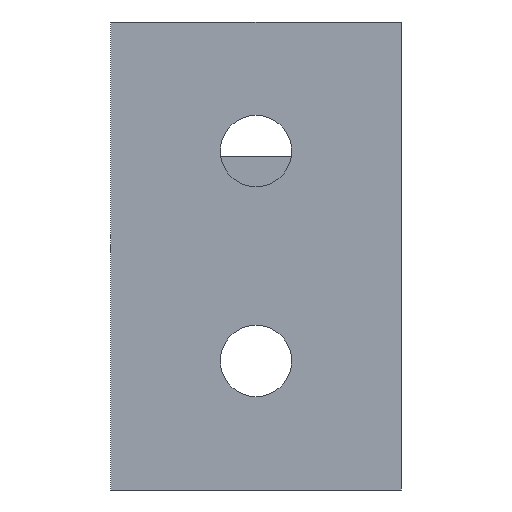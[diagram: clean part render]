
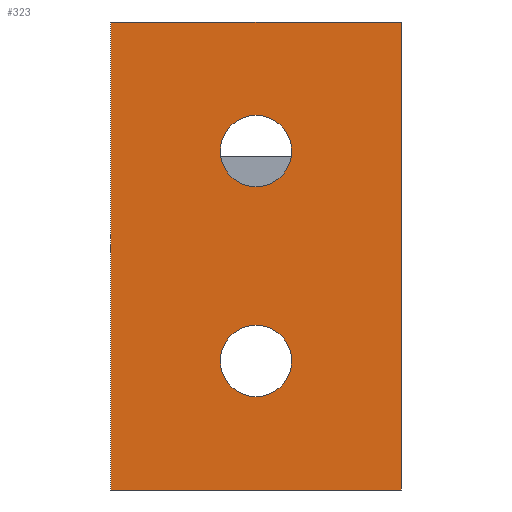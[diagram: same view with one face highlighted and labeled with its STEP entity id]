
A CAD part, front view. The second image highlights one B-rep face of the part: STEP entity #323.
In plain terms, the highlighted planar face has unit normal (0, -1, 0).
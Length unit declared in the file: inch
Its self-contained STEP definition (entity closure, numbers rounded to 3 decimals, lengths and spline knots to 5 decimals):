
#2 = ORIENTED_EDGE ( 'NONE', *, *, #71, .F. ) ;
#8 = DIRECTION ( 'NONE',  ( 0., 0., 1. ) ) ;
#11 = DIRECTION ( 'NONE',  ( 0., -1., 0. ) ) ;
#16 = CARTESIAN_POINT ( 'NONE',  ( -0.45, 0., -0.4 ) ) ;
#19 = EDGE_CURVE ( 'NONE', #102, #129, #357, .T. ) ;
#26 = EDGE_CURVE ( 'NONE', #216, #133, #505, .T. ) ;
#30 = EDGE_CURVE ( 'NONE', #133, #62, #250, .T. ) ;
#34 = EDGE_LOOP ( 'NONE', ( #331, #444, #2, #212 ) ) ;
#38 = AXIS2_PLACEMENT_3D ( 'NONE', #16, #108, #215 ) ;
#39 = DIRECTION ( 'NONE',  ( 1., 0., 0. ) ) ;
#44 = VERTEX_POINT ( 'NONE', #459 ) ;
#47 = CARTESIAN_POINT ( 'NONE',  ( -0.45, 0., -1.05 ) ) ;
#49 = ORIENTED_EDGE ( 'NONE', *, *, #19, .F. ) ;
#54 = CARTESIAN_POINT ( 'NONE',  ( -0.45, 0., -0.2895 ) ) ;
#62 = VERTEX_POINT ( 'NONE', #88 ) ;
#71 = EDGE_CURVE ( 'NONE', #44, #216, #163, .T. ) ;
#82 = FACE_BOUND ( 'NONE', #118, .T. ) ;
#83 = VECTOR ( 'NONE', #135, 39.37008 ) ;
#88 = CARTESIAN_POINT ( 'NONE',  ( 0., 0., -1.45 ) ) ;
#102 = VERTEX_POINT ( 'NONE', #166 ) ;
#103 = CARTESIAN_POINT ( 'NONE',  ( -0.45, 0., -0.4 ) ) ;
#105 = EDGE_CURVE ( 'NONE', #129, #102, #379, .T. ) ;
#108 = DIRECTION ( 'NONE',  ( 0., -1., 0. ) ) ;
#113 = CARTESIAN_POINT ( 'NONE',  ( -0.45, 0., -0.5105 ) ) ;
#118 = EDGE_LOOP ( 'NONE', ( #380, #49 ) ) ;
#125 = CARTESIAN_POINT ( 'NONE',  ( -0.9, 0., 0. ) ) ;
#129 = VERTEX_POINT ( 'NONE', #371 ) ;
#133 = VERTEX_POINT ( 'NONE', #261 ) ;
#135 = DIRECTION ( 'NONE',  ( 0., 0., -1. ) ) ;
#136 = FACE_BOUND ( 'NONE', #184, .T. ) ;
#161 = PLANE ( 'NONE',  #240 ) ;
#163 = LINE ( 'NONE', #125, #452 ) ;
#166 = CARTESIAN_POINT ( 'NONE',  ( -0.45, 0., -0.9395 ) ) ;
#172 = FACE_OUTER_BOUND ( 'NONE', #34, .T. ) ;
#184 = EDGE_LOOP ( 'NONE', ( #491, #404 ) ) ;
#190 = AXIS2_PLACEMENT_3D ( 'NONE', #206, #372, #448 ) ;
#198 = EDGE_CURVE ( 'NONE', #62, #44, #476, .T. ) ;
#205 = DIRECTION ( 'NONE',  ( 0., 0., -1. ) ) ;
#206 = CARTESIAN_POINT ( 'NONE',  ( -0.45, 0., -1.05 ) ) ;
#211 = DIRECTION ( 'NONE',  ( 0., 0., 1. ) ) ;
#212 = ORIENTED_EDGE ( 'NONE', *, *, #198, .F. ) ;
#215 = DIRECTION ( 'NONE',  ( 0., 0., -1. ) ) ;
#216 = VERTEX_POINT ( 'NONE', #518 ) ;
#240 = AXIS2_PLACEMENT_3D ( 'NONE', #325, #368, #211 ) ;
#250 = LINE ( 'NONE', #418, #83 ) ;
#261 = CARTESIAN_POINT ( 'NONE',  ( 0., 0., 0. ) ) ;
#267 = VERTEX_POINT ( 'NONE', #113 ) ;
#272 = EDGE_CURVE ( 'NONE', #387, #267, #403, .T. ) ;
#307 = CARTESIAN_POINT ( 'NONE',  ( 0., 0., -1.45 ) ) ;
#310 = DIRECTION ( 'NONE',  ( 0., 0., -1. ) ) ;
#323 = ADVANCED_FACE ( 'NONE', ( #82, #136, #172 ), #161, .F. ) ;
#325 = CARTESIAN_POINT ( 'NONE',  ( 0., 0., 0. ) ) ;
#331 = ORIENTED_EDGE ( 'NONE', *, *, #30, .F. ) ;
#349 = DIRECTION ( 'NONE',  ( -1., 0., 0. ) ) ;
#357 = CIRCLE ( 'NONE', #190, 0.1105 ) ;
#365 = CIRCLE ( 'NONE', #38, 0.1105 ) ;
#368 = DIRECTION ( 'NONE',  ( 0., 1., 0. ) ) ;
#371 = CARTESIAN_POINT ( 'NONE',  ( -0.45, 0., -1.1605 ) ) ;
#372 = DIRECTION ( 'NONE',  ( 0., -1., 0. ) ) ;
#379 = CIRCLE ( 'NONE', #435, 0.1105 ) ;
#380 = ORIENTED_EDGE ( 'NONE', *, *, #105, .F. ) ;
#387 = VERTEX_POINT ( 'NONE', #54 ) ;
#402 = VECTOR ( 'NONE', #39, 39.37008 ) ;
#403 = CIRCLE ( 'NONE', #480, 0.1105 ) ;
#404 = ORIENTED_EDGE ( 'NONE', *, *, #272, .F. ) ;
#410 = CARTESIAN_POINT ( 'NONE',  ( 0., 0., 0. ) ) ;
#418 = CARTESIAN_POINT ( 'NONE',  ( 0., 0., 0. ) ) ;
#435 = AXIS2_PLACEMENT_3D ( 'NONE', #47, #11, #205 ) ;
#439 = DIRECTION ( 'NONE',  ( 0., -1., 0. ) ) ;
#443 = VECTOR ( 'NONE', #349, 39.37008 ) ;
#444 = ORIENTED_EDGE ( 'NONE', *, *, #26, .F. ) ;
#448 = DIRECTION ( 'NONE',  ( 0., 0., -1. ) ) ;
#452 = VECTOR ( 'NONE', #8, 39.37008 ) ;
#459 = CARTESIAN_POINT ( 'NONE',  ( -0.9, 0., -1.45 ) ) ;
#476 = LINE ( 'NONE', #307, #443 ) ;
#480 = AXIS2_PLACEMENT_3D ( 'NONE', #103, #439, #310 ) ;
#491 = ORIENTED_EDGE ( 'NONE', *, *, #519, .F. ) ;
#505 = LINE ( 'NONE', #410, #402 ) ;
#518 = CARTESIAN_POINT ( 'NONE',  ( -0.9, 0., 0. ) ) ;
#519 = EDGE_CURVE ( 'NONE', #267, #387, #365, .T. ) ;
